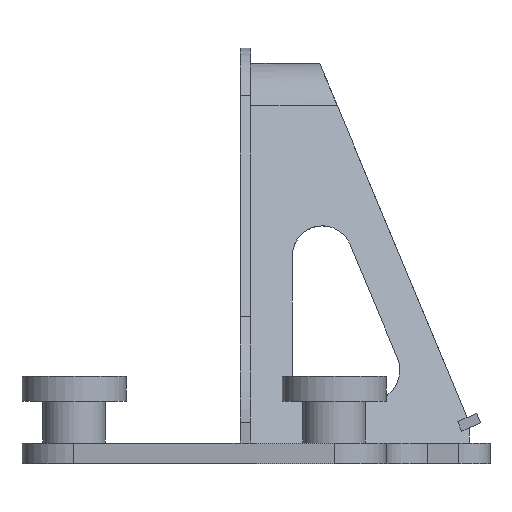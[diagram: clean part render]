
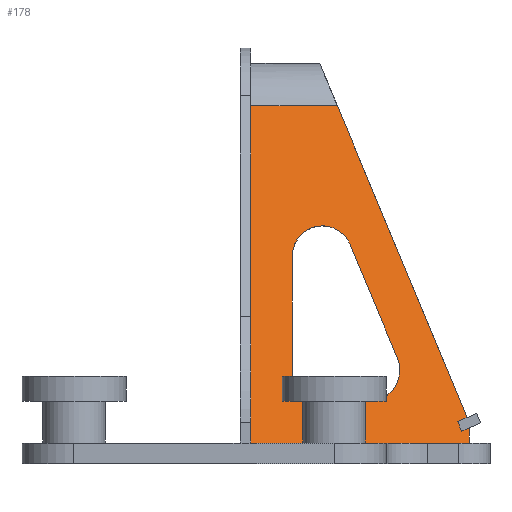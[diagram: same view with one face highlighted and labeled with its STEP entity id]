
A CAD part, left-side view. The second image highlights one B-rep face of the part: STEP entity #178.
In plain terms, the highlighted planar face has unit normal (-0.928, 0, 0.371).
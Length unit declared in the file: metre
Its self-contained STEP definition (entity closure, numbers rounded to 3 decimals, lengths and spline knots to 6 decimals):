
#178 = ADVANCED_FACE( '', ( #503, #504 ), #505, .T. );
#503 = FACE_BOUND( '', #1065, .T. );
#504 = FACE_OUTER_BOUND( '', #1066, .T. );
#505 = PLANE( '', #1067 );
#1065 = EDGE_LOOP( '', ( #1621, #1622, #1623, #1624, #1625, #1626 ) );
#1066 = EDGE_LOOP( '', ( #1627, #1628, #1629, #1630, #1631, #1632, #1633, #1634 ) );
#1067 = AXIS2_PLACEMENT_3D( '', #1635, #1636, #1637 );
#1621 = ORIENTED_EDGE( '', *, *, #3003, .F. );
#1622 = ORIENTED_EDGE( '', *, *, #3004, .T. );
#1623 = ORIENTED_EDGE( '', *, *, #3005, .T. );
#1624 = ORIENTED_EDGE( '', *, *, #3006, .T. );
#1625 = ORIENTED_EDGE( '', *, *, #3007, .F. );
#1626 = ORIENTED_EDGE( '', *, *, #3008, .T. );
#1627 = ORIENTED_EDGE( '', *, *, #3009, .F. );
#1628 = ORIENTED_EDGE( '', *, *, #3010, .T. );
#1629 = ORIENTED_EDGE( '', *, *, #3011, .T. );
#1630 = ORIENTED_EDGE( '', *, *, #3012, .T. );
#1631 = ORIENTED_EDGE( '', *, *, #3013, .F. );
#1632 = ORIENTED_EDGE( '', *, *, #3014, .F. );
#1633 = ORIENTED_EDGE( '', *, *, #3015, .T. );
#1634 = ORIENTED_EDGE( '', *, *, #3016, .F. );
#1635 = CARTESIAN_POINT( '', ( -0.062588, -0.161616, 0.091035 ) );
#1636 = DIRECTION( '', ( -0.928, 0., 0.371 ) );
#1637 = DIRECTION( '', ( 0.371, 0., 0.928 ) );
#3003 = EDGE_CURVE( '', #3540, #3541, #3542, .T. );
#3004 = EDGE_CURVE( '', #3540, #3543, #3544, .T. );
#3005 = EDGE_CURVE( '', #3543, #3545, #3546, .F. );
#3006 = EDGE_CURVE( '', #3545, #3547, #3548, .T. );
#3007 = EDGE_CURVE( '', #3549, #3547, #3550, .T. );
#3008 = EDGE_CURVE( '', #3549, #3541, #3551, .T. );
#3009 = EDGE_CURVE( '', #3552, #3553, #3554, .T. );
#3010 = EDGE_CURVE( '', #3552, #3555, #3556, .T. );
#3011 = EDGE_CURVE( '', #3555, #3557, #3558, .T. );
#3012 = EDGE_CURVE( '', #3557, #3559, #3560, .T. );
#3013 = EDGE_CURVE( '', #3561, #3559, #3562, .T. );
#3014 = EDGE_CURVE( '', #3563, #3561, #3564, .T. );
#3015 = EDGE_CURVE( '', #3563, #3565, #3566, .T. );
#3016 = EDGE_CURVE( '', #3553, #3565, #3567, .T. );
#3540 = VERTEX_POINT( '', #4353 );
#3541 = VERTEX_POINT( '', #4354 );
#3542 = ELLIPSE( '', #4355, 0.016155, 0.015 );
#3543 = VERTEX_POINT( '', #4356 );
#3544 = LINE( '', #4357, #4358 );
#3545 = VERTEX_POINT( '', #4359 );
#3546 = ELLIPSE( '', #4360, 0.015509, 0.0144 );
#3547 = VERTEX_POINT( '', #4361 );
#3548 = LINE( '', #4362, #4363 );
#3549 = VERTEX_POINT( '', #4364 );
#3550 = ELLIPSE( '', #4365, 0.016155, 0.015 );
#3551 = LINE( '', #4366, #4367 );
#3552 = VERTEX_POINT( '', #4368 );
#3553 = VERTEX_POINT( '', #4369 );
#3554 = LINE( '', #4370, #4371 );
#3555 = VERTEX_POINT( '', #4372 );
#3556 = LINE( '', #4373, #4374 );
#3557 = VERTEX_POINT( '', #4375 );
#3558 = LINE( '', #4376, #4377 );
#3559 = VERTEX_POINT( '', #4378 );
#3560 = LINE( '', #4379, #4380 );
#3561 = VERTEX_POINT( '', #4381 );
#3562 = LINE( '', #4382, #4383 );
#3563 = VERTEX_POINT( '', #4384 );
#3564 = LINE( '', #4385, #4386 );
#3565 = VERTEX_POINT( '', #4387 );
#3566 = LINE( '', #4388, #4389 );
#3567 = LINE( '', #4390, #4391 );
#4353 = CARTESIAN_POINT( '', ( -0.081001, -0.025, 0.045 ) );
#4354 = CARTESIAN_POINT( '', ( -0.087, -0.04, 0.03 ) );
#4355 = AXIS2_PLACEMENT_3D( '', #5408, #5409, #5410 );
#4356 = CARTESIAN_POINT( '', ( -0.059002, -0.025, 0.1 ) );
#4357 = CARTESIAN_POINT( '', ( -0.062588, -0.025, 0.091035 ) );
#4358 = VECTOR( '', #5411, 1. );
#4359 = CARTESIAN_POINT( '', ( -0.056787, -0.052692, 0.105538 ) );
#4360 = AXIS2_PLACEMENT_3D( '', #5412, #5413, #5414 );
#4361 = CARTESIAN_POINT( '', ( -0.078693, -0.075513, 0.050769 ) );
#4362 = CARTESIAN_POINT( '', ( -0.075445, -0.072129, 0.058891 ) );
#4363 = VECTOR( '', #5415, 1. );
#4364 = CARTESIAN_POINT( '', ( -0.087, -0.061667, 0.03 ) );
#4365 = AXIS2_PLACEMENT_3D( '', #5416, #5417, #5418 );
#4366 = CARTESIAN_POINT( '', ( -0.087, -0.161616, 0.03 ) );
#4367 = VECTOR( '', #5419, 1. );
#4368 = CARTESIAN_POINT( '', ( -0.090909, -0.104415, 0.020229 ) );
#4369 = CARTESIAN_POINT( '', ( -0.092732, -0.106465, 0.015669 ) );
#4370 = CARTESIAN_POINT( '', ( -0.074347, -0.085792, 0.061635 ) );
#4371 = VECTOR( '', #5420, 1. );
#4372 = CARTESIAN_POINT( '', ( -0.090077, -0.109038, 0.022309 ) );
#4373 = CARTESIAN_POINT( '', ( -0.077192, -0.180665, 0.054523 ) );
#4374 = VECTOR( '', #5421, 1. );
#4375 = CARTESIAN_POINT( '', ( -0.030176, -0.046638, 0.17207 ) );
#4376 = CARTESIAN_POINT( '', ( -0.072737, -0.090975, 0.06566 ) );
#4377 = VECTOR( '', #5422, 1. );
#4378 = CARTESIAN_POINT( '', ( -0.030176, -0.005, 0.17207 ) );
#4379 = CARTESIAN_POINT( '', ( -0.030176, -0.161616, 0.17207 ) );
#4380 = VECTOR( '', #5423, 1. );
#4381 = CARTESIAN_POINT( '', ( -0.095, -0.005, 0.01 ) );
#4382 = CARTESIAN_POINT( '', ( -0.062588, -0.005, 0.091035 ) );
#4383 = VECTOR( '', #5424, 1. );
#4384 = CARTESIAN_POINT( '', ( -0.095, -0.11, 0.01 ) );
#4385 = CARTESIAN_POINT( '', ( -0.095, -0.161616, 0.01 ) );
#4386 = VECTOR( '', #5425, 1. );
#4387 = CARTESIAN_POINT( '', ( -0.092097, -0.11, 0.017259 ) );
#4388 = CARTESIAN_POINT( '', ( -0.062588, -0.11, 0.091035 ) );
#4389 = VECTOR( '', #5426, 1. );
#4390 = CARTESIAN_POINT( '', ( -0.078968, -0.182981, 0.050083 ) );
#4391 = VECTOR( '', #5427, 1. );
#5408 = CARTESIAN_POINT( '', ( -0.081001, -0.04, 0.045 ) );
#5409 = DIRECTION( '', ( -0.928, 0., 0.371 ) );
#5410 = DIRECTION( '', ( 0.371, 0., 0.928 ) );
#5411 = DIRECTION( '', ( 0.371, 0., 0.928 ) );
#5412 = CARTESIAN_POINT( '', ( -0.059002, -0.0394, 0.1 ) );
#5413 = DIRECTION( '', ( -0.928, 0., 0.371 ) );
#5414 = DIRECTION( '', ( 0.371, 0., 0.928 ) );
#5415 = DIRECTION( '', ( -0.346, -0.361, -0.866 ) );
#5416 = CARTESIAN_POINT( '', ( -0.081001, -0.061667, 0.045 ) );
#5417 = DIRECTION( '', ( -0.928, 0., 0.371 ) );
#5418 = DIRECTION( '', ( 0.371, 0., 0.928 ) );
#5419 = DIRECTION( '', ( 0., 1., 0. ) );
#5420 = DIRECTION( '', ( -0.343, -0.385, -0.857 ) );
#5421 = DIRECTION( '', ( 0.162, -0.9, 0.405 ) );
#5422 = DIRECTION( '', ( 0.346, 0.361, 0.866 ) );
#5423 = DIRECTION( '', ( 0., 1., 0. ) );
#5424 = DIRECTION( '', ( 0.371, 0., 0.928 ) );
#5425 = DIRECTION( '', ( 0., 1., 0. ) );
#5426 = DIRECTION( '', ( 0.371, 0., 0.928 ) );
#5427 = DIRECTION( '', ( 0.162, -0.9, 0.405 ) );
